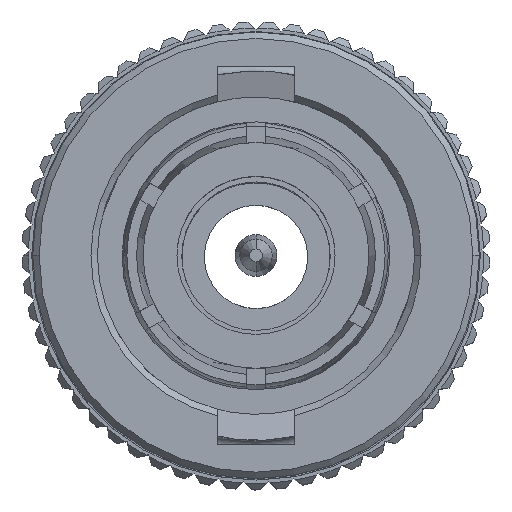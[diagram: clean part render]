
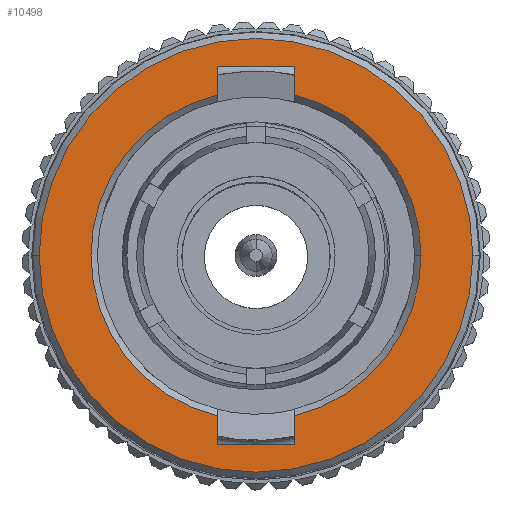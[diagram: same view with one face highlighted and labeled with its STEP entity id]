
A CAD part, top view. The second image highlights one B-rep face of the part: STEP entity #10498.
In plain terms, the highlighted planar face has unit normal (0, 0, 1).
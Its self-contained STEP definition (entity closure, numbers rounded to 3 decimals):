
#51 = DIRECTION ( 'NONE',  ( 0., 0., -1. ) ) ;
#110 = EDGE_CURVE ( 'NONE', #7817, #9174, #3339, .T. ) ;
#143 = DIRECTION ( 'NONE',  ( -1., 0., 0. ) ) ;
#325 = CARTESIAN_POINT ( 'NONE',  ( -1.2, 5.85, 23.6 ) ) ;
#579 = VERTEX_POINT ( 'NONE', #6306 ) ;
#593 = DIRECTION ( 'NONE',  ( 0., -1., 0. ) ) ;
#680 = VERTEX_POINT ( 'NONE', #5674 ) ;
#841 = EDGE_LOOP ( 'NONE', ( #10374, #9602 ) ) ;
#846 = CIRCLE ( 'NONE', #7102, 5.115 ) ;
#1036 = DIRECTION ( 'NONE',  ( 0., 0., -1. ) ) ;
#1060 = EDGE_CURVE ( 'NONE', #10875, #9174, #1421, .T. ) ;
#1113 = DIRECTION ( 'NONE',  ( -1., 0., 0. ) ) ;
#1421 = CIRCLE ( 'NONE', #13058, 5.115 ) ;
#1523 = CARTESIAN_POINT ( 'NONE',  ( 0., 5.115, 23.6 ) ) ;
#1665 = VECTOR ( 'NONE', #8808, 1000. ) ;
#2038 = VECTOR ( 'NONE', #6551, 1000. ) ;
#2096 = CARTESIAN_POINT ( 'NONE',  ( 0., 0., 23.6 ) ) ;
#2630 = CARTESIAN_POINT ( 'NONE',  ( -1.2, 5.85, 23.6 ) ) ;
#2637 = VERTEX_POINT ( 'NONE', #4107 ) ;
#2690 = LINE ( 'NONE', #2630, #12482 ) ;
#3298 = CARTESIAN_POINT ( 'NONE',  ( 1.2, 5.85, 23.6 ) ) ;
#3339 = LINE ( 'NONE', #7616, #4518 ) ;
#3393 = LINE ( 'NONE', #7672, #2038 ) ;
#3741 = ORIENTED_EDGE ( 'NONE', *, *, #8180, .F. ) ;
#3925 = DIRECTION ( 'NONE',  ( 0., 0., -1. ) ) ;
#3940 = AXIS2_PLACEMENT_3D ( 'NONE', #4188, #51, #4329 ) ;
#4107 = CARTESIAN_POINT ( 'NONE',  ( 1.2, -5.85, 23.6 ) ) ;
#4188 = CARTESIAN_POINT ( 'NONE',  ( 0., 0., 23.6 ) ) ;
#4329 = DIRECTION ( 'NONE',  ( -1., 0., 0. ) ) ;
#4518 = VECTOR ( 'NONE', #10912, 1000. ) ;
#4552 = CARTESIAN_POINT ( 'NONE',  ( 0., 0., 23.6 ) ) ;
#4704 = ORIENTED_EDGE ( 'NONE', *, *, #12216, .F. ) ;
#4918 = ORIENTED_EDGE ( 'NONE', *, *, #5552, .T. ) ;
#4919 = VERTEX_POINT ( 'NONE', #5789 ) ;
#5435 = ORIENTED_EDGE ( 'NONE', *, *, #110, .F. ) ;
#5439 = EDGE_CURVE ( 'NONE', #12501, #579, #7306, .T. ) ;
#5551 = DIRECTION ( 'NONE',  ( 0., 0., -1. ) ) ;
#5552 = EDGE_CURVE ( 'NONE', #6893, #8920, #846, .T. ) ;
#5622 = CARTESIAN_POINT ( 'NONE',  ( -1.2, -4.972, 23.6 ) ) ;
#5640 = LINE ( 'NONE', #11112, #1665 ) ;
#5674 = CARTESIAN_POINT ( 'NONE',  ( 1.2, 5.85, 23.6 ) ) ;
#5789 = CARTESIAN_POINT ( 'NONE',  ( -1.2, -5.85, 23.6 ) ) ;
#5790 = DIRECTION ( 'NONE',  ( 1., 0., 0. ) ) ;
#5793 = CARTESIAN_POINT ( 'NONE',  ( 1.2, 5.85, 23.6 ) ) ;
#5941 = CARTESIAN_POINT ( 'NONE',  ( 1.2, -4.972, 23.6 ) ) ;
#6306 = CARTESIAN_POINT ( 'NONE',  ( 6.72, 0., 23.6 ) ) ;
#6551 = DIRECTION ( 'NONE',  ( 1., 0., 0. ) ) ;
#6722 = CARTESIAN_POINT ( 'NONE',  ( 1.2, 4.972, 23.6 ) ) ;
#6838 = FACE_BOUND ( 'NONE', #12794, .T. ) ;
#6893 = VERTEX_POINT ( 'NONE', #11751 ) ;
#7047 = DIRECTION ( 'NONE',  ( 0., 0., 1. ) ) ;
#7102 = AXIS2_PLACEMENT_3D ( 'NONE', #8272, #3925, #12277 ) ;
#7299 = EDGE_CURVE ( 'NONE', #10051, #680, #12903, .T. ) ;
#7306 = CIRCLE ( 'NONE', #10901, 6.72 ) ;
#7616 = CARTESIAN_POINT ( 'NONE',  ( -1.2, 5.85, 23.6 ) ) ;
#7672 = CARTESIAN_POINT ( 'NONE',  ( -1.2, -5.85, 23.6 ) ) ;
#7817 = VERTEX_POINT ( 'NONE', #325 ) ;
#7828 = EDGE_CURVE ( 'NONE', #2637, #8920, #11204, .T. ) ;
#7994 = ORIENTED_EDGE ( 'NONE', *, *, #12642, .T. ) ;
#8042 = PLANE ( 'NONE',  #13026 ) ;
#8180 = EDGE_CURVE ( 'NONE', #680, #7817, #5640, .T. ) ;
#8272 = CARTESIAN_POINT ( 'NONE',  ( 0., 0., 23.6 ) ) ;
#8464 = CARTESIAN_POINT ( 'NONE',  ( 0., 0., 23.6 ) ) ;
#8808 = DIRECTION ( 'NONE',  ( -1., 0., 0. ) ) ;
#8920 = VERTEX_POINT ( 'NONE', #5941 ) ;
#8934 = ORIENTED_EDGE ( 'NONE', *, *, #7299, .F. ) ;
#9112 = EDGE_CURVE ( 'NONE', #4919, #2637, #3393, .T. ) ;
#9174 = VERTEX_POINT ( 'NONE', #10127 ) ;
#9316 = CARTESIAN_POINT ( 'NONE',  ( -6.72, 0., 23.6 ) ) ;
#9487 = VECTOR ( 'NONE', #10082, 1000. ) ;
#9602 = ORIENTED_EDGE ( 'NONE', *, *, #11536, .F. ) ;
#10051 = VERTEX_POINT ( 'NONE', #6722 ) ;
#10082 = DIRECTION ( 'NONE',  ( 0., 1., 0. ) ) ;
#10127 = CARTESIAN_POINT ( 'NONE',  ( -1.2, 4.972, 23.6 ) ) ;
#10374 = ORIENTED_EDGE ( 'NONE', *, *, #5439, .F. ) ;
#10498 = ADVANCED_FACE ( 'NONE', ( #6838, #11201 ), #8042, .T. ) ;
#10566 = DIRECTION ( 'NONE',  ( 0., 0., -1. ) ) ;
#10641 = DIRECTION ( 'NONE',  ( -1., 0., 0. ) ) ;
#10846 = ORIENTED_EDGE ( 'NONE', *, *, #9112, .F. ) ;
#10875 = VERTEX_POINT ( 'NONE', #5622 ) ;
#10893 = ORIENTED_EDGE ( 'NONE', *, *, #7828, .F. ) ;
#10901 = AXIS2_PLACEMENT_3D ( 'NONE', #4552, #5551, #143 ) ;
#10912 = DIRECTION ( 'NONE',  ( 0., -1., 0. ) ) ;
#11050 = CIRCLE ( 'NONE', #12840, 6.72 ) ;
#11112 = CARTESIAN_POINT ( 'NONE',  ( -1.2, 5.85, 23.6 ) ) ;
#11201 = FACE_OUTER_BOUND ( 'NONE', #841, .T. ) ;
#11204 = LINE ( 'NONE', #5793, #9487 ) ;
#11536 = EDGE_CURVE ( 'NONE', #579, #12501, #11050, .T. ) ;
#11751 = CARTESIAN_POINT ( 'NONE',  ( 5.115, 0., 23.6 ) ) ;
#11863 = DIRECTION ( 'NONE',  ( 0., 1., 0. ) ) ;
#12216 = EDGE_CURVE ( 'NONE', #10875, #4919, #2690, .T. ) ;
#12277 = DIRECTION ( 'NONE',  ( -1., 0., 0. ) ) ;
#12445 = CIRCLE ( 'NONE', #3940, 5.115 ) ;
#12482 = VECTOR ( 'NONE', #593, 1000. ) ;
#12501 = VERTEX_POINT ( 'NONE', #9316 ) ;
#12642 = EDGE_CURVE ( 'NONE', #10051, #6893, #12445, .T. ) ;
#12794 = EDGE_LOOP ( 'NONE', ( #8934, #7994, #4918, #10893, #10846, #4704, #13656, #5435, #3741 ) ) ;
#12840 = AXIS2_PLACEMENT_3D ( 'NONE', #8464, #10566, #10641 ) ;
#12903 = LINE ( 'NONE', #3298, #13291 ) ;
#13026 = AXIS2_PLACEMENT_3D ( 'NONE', #1523, #7047, #5790 ) ;
#13058 = AXIS2_PLACEMENT_3D ( 'NONE', #2096, #1036, #1113 ) ;
#13291 = VECTOR ( 'NONE', #11863, 1000. ) ;
#13656 = ORIENTED_EDGE ( 'NONE', *, *, #1060, .T. ) ;
